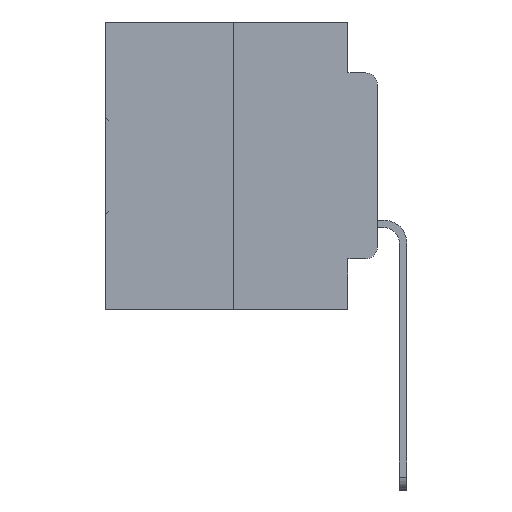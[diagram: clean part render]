
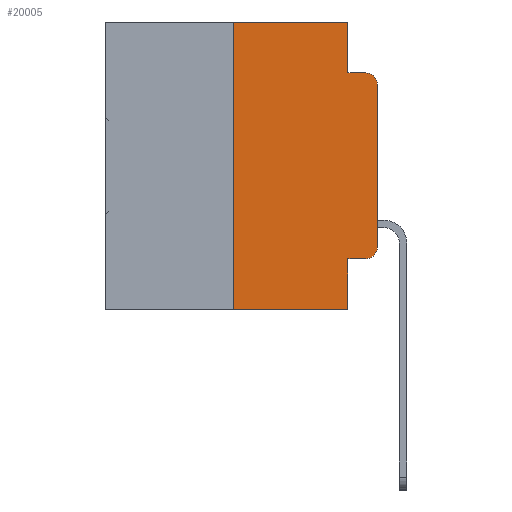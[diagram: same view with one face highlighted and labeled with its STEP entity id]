
A CAD part, left-side view. The second image highlights one B-rep face of the part: STEP entity #20005.
In plain terms, the highlighted planar face has unit normal (-1, 0, 0).
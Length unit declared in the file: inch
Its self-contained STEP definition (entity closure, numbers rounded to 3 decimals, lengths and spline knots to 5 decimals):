
#367 = LINE ( 'NONE', #3041, #13260 ) ;
#519 = ORIENTED_EDGE ( 'NONE', *, *, #20214, .T. ) ;
#584 = ORIENTED_EDGE ( 'NONE', *, *, #24816, .F. ) ;
#1060 = CARTESIAN_POINT ( 'NONE',  ( 0., 0., -0.1085 ) ) ;
#1204 = ORIENTED_EDGE ( 'NONE', *, *, #18530, .T. ) ;
#1888 = VERTEX_POINT ( 'NONE', #2268 ) ;
#2014 = ORIENTED_EDGE ( 'NONE', *, *, #14796, .T. ) ;
#2136 = EDGE_CURVE ( 'NONE', #1888, #14140, #4886, .T. ) ;
#2187 = CARTESIAN_POINT ( 'NONE',  ( 0., 0.02, -0.4115 ) ) ;
#2268 = CARTESIAN_POINT ( 'NONE',  ( 0., 0.25, 0. ) ) ;
#2273 = FACE_OUTER_BOUND ( 'NONE', #5865, .T. ) ;
#2607 = ORIENTED_EDGE ( 'NONE', *, *, #26323, .T. ) ;
#2622 = AXIS2_PLACEMENT_3D ( 'NONE', #4434, #21970, #7053 ) ;
#2688 = VERTEX_POINT ( 'NONE', #23196 ) ;
#3041 = CARTESIAN_POINT ( 'NONE',  ( 0., 0.051, -0.4115 ) ) ;
#4434 = CARTESIAN_POINT ( 'NONE',  ( 0., 0.02, -0.1085 ) ) ;
#4886 = LINE ( 'NONE', #18178, #30326 ) ;
#5630 = DIRECTION ( 'NONE',  ( 0., -1., 0. ) ) ;
#5649 = LINE ( 'NONE', #11283, #31026 ) ;
#5865 = EDGE_LOOP ( 'NONE', ( #6239, #2607, #17684, #30446, #19625, #25259, #519, #584, #1204, #2014 ) ) ;
#6217 = VERTEX_POINT ( 'NONE', #7470 ) ;
#6239 = ORIENTED_EDGE ( 'NONE', *, *, #27103, .T. ) ;
#6300 = VERTEX_POINT ( 'NONE', #12839 ) ;
#6606 = VECTOR ( 'NONE', #28178, 39.37008 ) ;
#7053 = DIRECTION ( 'NONE',  ( 0., 0., -1. ) ) ;
#7212 = DIRECTION ( 'NONE',  ( -1., 0., 0. ) ) ;
#7470 = CARTESIAN_POINT ( 'NONE',  ( 0., 0.051, -0.0885 ) ) ;
#7661 = VERTEX_POINT ( 'NONE', #2187 ) ;
#8101 = DIRECTION ( 'NONE',  ( 0., -1., 0. ) ) ;
#8731 = LINE ( 'NONE', #22956, #9533 ) ;
#8820 = DIRECTION ( 'NONE',  ( 0., 0., 1. ) ) ;
#8977 = DIRECTION ( 'NONE',  ( 0., 0., -1. ) ) ;
#9533 = VECTOR ( 'NONE', #8101, 39.37008 ) ;
#9911 = LINE ( 'NONE', #29163, #24734 ) ;
#10611 = EDGE_CURVE ( 'NONE', #6217, #30390, #26307, .T. ) ;
#11283 = CARTESIAN_POINT ( 'NONE',  ( 0., 0.25, 0. ) ) ;
#12195 = VERTEX_POINT ( 'NONE', #29430 ) ;
#12839 = CARTESIAN_POINT ( 'NONE',  ( 0., 0.051, -0.5 ) ) ;
#12861 = DIRECTION ( 'NONE',  ( 0., 0., -1. ) ) ;
#13260 = VECTOR ( 'NONE', #5630, 39.37008 ) ;
#14140 = VERTEX_POINT ( 'NONE', #16106 ) ;
#14386 = VECTOR ( 'NONE', #8977, 39.37008 ) ;
#14796 = EDGE_CURVE ( 'NONE', #7661, #12195, #32062, .T. ) ;
#15055 = DIRECTION ( 'NONE',  ( 0., -1., 0. ) ) ;
#15384 = LINE ( 'NONE', #29283, #28223 ) ;
#16106 = CARTESIAN_POINT ( 'NONE',  ( 0., 0.051, 0. ) ) ;
#16865 = CARTESIAN_POINT ( 'NONE',  ( 0., 0.02, -0.0885 ) ) ;
#17684 = ORIENTED_EDGE ( 'NONE', *, *, #10611, .F. ) ;
#18178 = CARTESIAN_POINT ( 'NONE',  ( 0., 0.473, 0. ) ) ;
#18345 = AXIS2_PLACEMENT_3D ( 'NONE', #22601, #27403, #12861 ) ;
#18530 = EDGE_CURVE ( 'NONE', #2688, #7661, #367, .T. ) ;
#19625 = ORIENTED_EDGE ( 'NONE', *, *, #2136, .F. ) ;
#20005 = ADVANCED_FACE ( 'NONE', ( #2273 ), #25014, .F. ) ;
#20154 = LINE ( 'NONE', #23770, #14386 ) ;
#20214 = EDGE_CURVE ( 'NONE', #23922, #6300, #8731, .T. ) ;
#21970 = DIRECTION ( 'NONE',  ( -1., 0., 0. ) ) ;
#22110 = DIRECTION ( 'NONE',  ( 0., 0., 1. ) ) ;
#22129 = CARTESIAN_POINT ( 'NONE',  ( 0., 0.02, -0.3915 ) ) ;
#22601 = CARTESIAN_POINT ( 'NONE',  ( 0., 0.473, 0. ) ) ;
#22956 = CARTESIAN_POINT ( 'NONE',  ( 0., 0.473, -0.5 ) ) ;
#23196 = CARTESIAN_POINT ( 'NONE',  ( 0., 0.051, -0.4115 ) ) ;
#23770 = CARTESIAN_POINT ( 'NONE',  ( 0., 0.051, 0. ) ) ;
#23790 = EDGE_CURVE ( 'NONE', #14140, #6217, #9911, .T. ) ;
#23922 = VERTEX_POINT ( 'NONE', #31981 ) ;
#24229 = EDGE_CURVE ( 'NONE', #23922, #1888, #5649, .T. ) ;
#24511 = DIRECTION ( 'NONE',  ( 0., 0., -1. ) ) ;
#24734 = VECTOR ( 'NONE', #31563, 39.37008 ) ;
#24816 = EDGE_CURVE ( 'NONE', #2688, #6300, #20154, .T. ) ;
#25014 = PLANE ( 'NONE',  #18345 ) ;
#25259 = ORIENTED_EDGE ( 'NONE', *, *, #24229, .F. ) ;
#25868 = CARTESIAN_POINT ( 'NONE',  ( 0., 0.051, -0.0885 ) ) ;
#26144 = VERTEX_POINT ( 'NONE', #1060 ) ;
#26291 = AXIS2_PLACEMENT_3D ( 'NONE', #22129, #7212, #24511 ) ;
#26307 = LINE ( 'NONE', #25868, #6606 ) ;
#26323 = EDGE_CURVE ( 'NONE', #26144, #30390, #26771, .T. ) ;
#26771 = CIRCLE ( 'NONE', #2622, 0.02 ) ;
#27103 = EDGE_CURVE ( 'NONE', #12195, #26144, #15384, .T. ) ;
#27403 = DIRECTION ( 'NONE',  ( 1., 0., 0. ) ) ;
#28178 = DIRECTION ( 'NONE',  ( 0., -1., 0. ) ) ;
#28223 = VECTOR ( 'NONE', #22110, 39.37008 ) ;
#29163 = CARTESIAN_POINT ( 'NONE',  ( 0., 0.051, 0. ) ) ;
#29283 = CARTESIAN_POINT ( 'NONE',  ( 0., 0., 0. ) ) ;
#29430 = CARTESIAN_POINT ( 'NONE',  ( 0., 0., -0.3915 ) ) ;
#30326 = VECTOR ( 'NONE', #15055, 39.37008 ) ;
#30390 = VERTEX_POINT ( 'NONE', #16865 ) ;
#30446 = ORIENTED_EDGE ( 'NONE', *, *, #23790, .F. ) ;
#31026 = VECTOR ( 'NONE', #8820, 39.37008 ) ;
#31563 = DIRECTION ( 'NONE',  ( 0., 0., -1. ) ) ;
#31981 = CARTESIAN_POINT ( 'NONE',  ( 0., 0.25, -0.5 ) ) ;
#32062 = CIRCLE ( 'NONE', #26291, 0.02 ) ;
